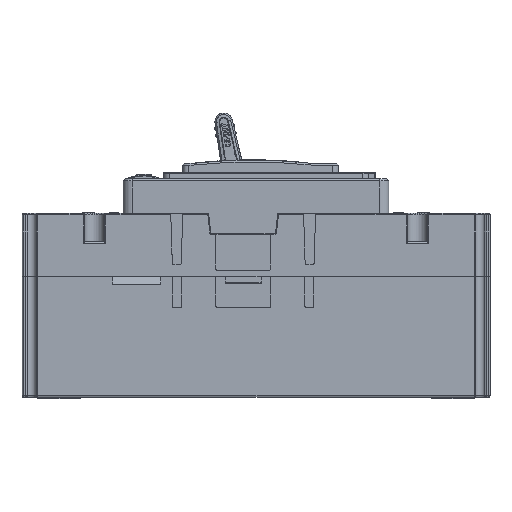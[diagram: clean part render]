
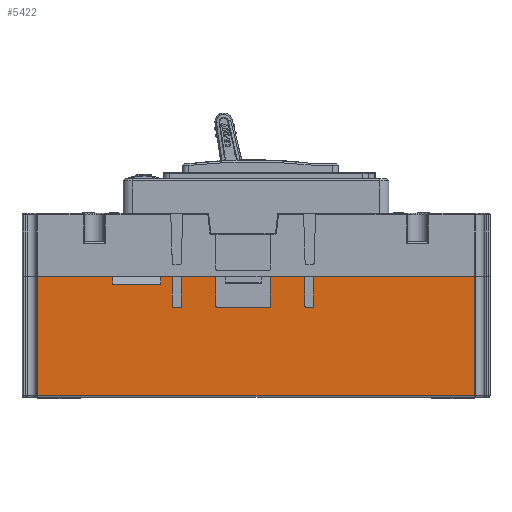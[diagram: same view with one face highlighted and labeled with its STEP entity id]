
A CAD part, left-side view. The second image highlights one B-rep face of the part: STEP entity #5422.
In plain terms, the highlighted planar face has unit normal (-1, 0, 0).
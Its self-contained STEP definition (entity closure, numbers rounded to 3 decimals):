
#1989=CIRCLE('',#69915,0.5);
#1990=CIRCLE('',#69916,0.5);
#1991=CIRCLE('',#69917,0.5);
#1992=CIRCLE('',#69918,0.5);
#1993=CIRCLE('',#69919,0.5);
#1994=CIRCLE('',#69920,0.5);
#5422=ADVANCED_FACE('',(#11364),#8951,.T.);
#8951=PLANE('',#69921);
#11364=FACE_OUTER_BOUND('',#15048,.T.);
#15048=EDGE_LOOP('',(#23044,#23045,#23046,#23047,#23048,#23049,#23050,#23051,
#23052,#23053,#23054,#23055,#23056,#23057,#23058,#23059,#23060,#23061,#23062,
#23063,#23064,#23065,#23066,#23067,#23068,#23069));
#23044=ORIENTED_EDGE('',*,*,#47621,.F.);
#23045=ORIENTED_EDGE('',*,*,#47622,.T.);
#23046=ORIENTED_EDGE('',*,*,#47623,.T.);
#23047=ORIENTED_EDGE('',*,*,#47624,.T.);
#23048=ORIENTED_EDGE('',*,*,#47625,.T.);
#23049=ORIENTED_EDGE('',*,*,#47626,.F.);
#23050=ORIENTED_EDGE('',*,*,#47627,.F.);
#23051=ORIENTED_EDGE('',*,*,#47628,.T.);
#23052=ORIENTED_EDGE('',*,*,#47629,.F.);
#23053=ORIENTED_EDGE('',*,*,#47630,.T.);
#23054=ORIENTED_EDGE('',*,*,#47631,.F.);
#23055=ORIENTED_EDGE('',*,*,#47632,.F.);
#23056=ORIENTED_EDGE('',*,*,#47633,.F.);
#23057=ORIENTED_EDGE('',*,*,#47634,.T.);
#23058=ORIENTED_EDGE('',*,*,#47635,.T.);
#23059=ORIENTED_EDGE('',*,*,#47636,.T.);
#23060=ORIENTED_EDGE('',*,*,#47637,.T.);
#23061=ORIENTED_EDGE('',*,*,#47638,.F.);
#23062=ORIENTED_EDGE('',*,*,#47639,.F.);
#23063=ORIENTED_EDGE('',*,*,#47640,.T.);
#23064=ORIENTED_EDGE('',*,*,#47641,.T.);
#23065=ORIENTED_EDGE('',*,*,#47642,.F.);
#23066=ORIENTED_EDGE('',*,*,#47643,.T.);
#23067=ORIENTED_EDGE('',*,*,#47644,.T.);
#23068=ORIENTED_EDGE('',*,*,#47645,.T.);
#23069=ORIENTED_EDGE('',*,*,#47646,.F.);
#40683=VERTEX_POINT('',#104371);
#40684=VERTEX_POINT('',#104372);
#40685=VERTEX_POINT('',#104374);
#40686=VERTEX_POINT('',#104376);
#40687=VERTEX_POINT('',#104378);
#40688=VERTEX_POINT('',#104380);
#40689=VERTEX_POINT('',#104382);
#40690=VERTEX_POINT('',#104384);
#40691=VERTEX_POINT('',#104386);
#40692=VERTEX_POINT('',#104388);
#40693=VERTEX_POINT('',#104390);
#40694=VERTEX_POINT('',#104392);
#40695=VERTEX_POINT('',#104394);
#40696=VERTEX_POINT('',#104396);
#40697=VERTEX_POINT('',#104398);
#40698=VERTEX_POINT('',#104400);
#40699=VERTEX_POINT('',#104402);
#40700=VERTEX_POINT('',#104404);
#40701=VERTEX_POINT('',#104406);
#40702=VERTEX_POINT('',#104408);
#40703=VERTEX_POINT('',#104410);
#40704=VERTEX_POINT('',#104412);
#40705=VERTEX_POINT('',#104414);
#40706=VERTEX_POINT('',#104416);
#40707=VERTEX_POINT('',#104418);
#40708=VERTEX_POINT('',#104420);
#47621=EDGE_CURVE('',#40683,#40684,#56760,.T.);
#47622=EDGE_CURVE('',#40683,#40685,#1989,.T.);
#47623=EDGE_CURVE('',#40685,#40686,#56761,.T.);
#47624=EDGE_CURVE('',#40686,#40687,#1990,.T.);
#47625=EDGE_CURVE('',#40687,#40688,#56762,.T.);
#47626=EDGE_CURVE('',#40689,#40688,#56763,.T.);
#47627=EDGE_CURVE('',#40690,#40689,#56764,.T.);
#47628=EDGE_CURVE('',#40690,#40691,#1991,.T.);
#47629=EDGE_CURVE('',#40692,#40691,#56765,.T.);
#47630=EDGE_CURVE('',#40692,#40693,#1992,.T.);
#47631=EDGE_CURVE('',#40694,#40693,#56766,.T.);
#47632=EDGE_CURVE('',#40695,#40694,#56767,.T.);
#47633=EDGE_CURVE('',#40696,#40695,#56768,.T.);
#47634=EDGE_CURVE('',#40696,#40697,#1993,.T.);
#47635=EDGE_CURVE('',#40697,#40698,#56769,.T.);
#47636=EDGE_CURVE('',#40698,#40699,#1994,.T.);
#47637=EDGE_CURVE('',#40699,#40700,#56770,.T.);
#47638=EDGE_CURVE('',#40701,#40700,#56771,.T.);
#47639=EDGE_CURVE('',#40702,#40701,#56772,.T.);
#47640=EDGE_CURVE('',#40702,#40703,#56773,.T.);
#47641=EDGE_CURVE('',#40703,#40704,#56774,.T.);
#47642=EDGE_CURVE('',#40705,#40704,#56775,.T.);
#47643=EDGE_CURVE('',#40705,#40706,#56776,.T.);
#47644=EDGE_CURVE('',#40706,#40707,#56777,.T.);
#47645=EDGE_CURVE('',#40707,#40708,#56778,.T.);
#47646=EDGE_CURVE('',#40684,#40708,#56779,.T.);
#56760=LINE('',#104370,#63401);
#56761=LINE('',#104375,#63402);
#56762=LINE('',#104379,#63403);
#56763=LINE('',#104381,#63404);
#56764=LINE('',#104383,#63405);
#56765=LINE('',#104387,#63406);
#56766=LINE('',#104391,#63407);
#56767=LINE('',#104393,#63408);
#56768=LINE('',#104395,#63409);
#56769=LINE('',#104399,#63410);
#56770=LINE('',#104403,#63411);
#56771=LINE('',#104405,#63412);
#56772=LINE('',#104407,#63413);
#56773=LINE('',#104409,#63414);
#56774=LINE('',#104411,#63415);
#56775=LINE('',#104413,#63416);
#56776=LINE('',#104415,#63417);
#56777=LINE('',#104417,#63418);
#56778=LINE('',#104419,#63419);
#56779=LINE('',#104421,#63420);
#63401=VECTOR('',#77541,1.);
#63402=VECTOR('',#77544,1.);
#63403=VECTOR('',#77547,1.);
#63404=VECTOR('',#77548,1.);
#63405=VECTOR('',#77549,1.);
#63406=VECTOR('',#77552,1.);
#63407=VECTOR('',#77555,1.);
#63408=VECTOR('',#77556,1.);
#63409=VECTOR('',#77557,1.);
#63410=VECTOR('',#77560,1.);
#63411=VECTOR('',#77563,1.);
#63412=VECTOR('',#77564,1.);
#63413=VECTOR('',#77565,1.);
#63414=VECTOR('',#77566,1.);
#63415=VECTOR('',#77567,1.);
#63416=VECTOR('',#77568,1.);
#63417=VECTOR('',#77569,1.);
#63418=VECTOR('',#77570,1.);
#63419=VECTOR('',#77571,1.);
#63420=VECTOR('',#77572,1.);
#69915=AXIS2_PLACEMENT_3D('',#104373,#77542,#77543);
#69916=AXIS2_PLACEMENT_3D('',#104377,#77545,#77546);
#69917=AXIS2_PLACEMENT_3D('',#104385,#77550,#77551);
#69918=AXIS2_PLACEMENT_3D('',#104389,#77553,#77554);
#69919=AXIS2_PLACEMENT_3D('',#104397,#77558,#77559);
#69920=AXIS2_PLACEMENT_3D('',#104401,#77561,#77562);
#69921=AXIS2_PLACEMENT_3D('',#104422,#77573,#77574);
#77541=DIRECTION('',(0.,0.,1.));
#77542=DIRECTION('',(1.,0.,0.));
#77543=DIRECTION('',(0.,0.,1.));
#77544=DIRECTION('',(0.,1.,0.));
#77545=DIRECTION('',(1.,0.,0.));
#77546=DIRECTION('',(0.,0.,1.));
#77547=DIRECTION('',(0.,0.,1.));
#77548=DIRECTION('',(0.,-1.,0.));
#77549=DIRECTION('',(0.,0.,1.));
#77550=DIRECTION('',(1.,0.,0.));
#77551=DIRECTION('',(0.,0.,1.));
#77552=DIRECTION('',(0.,-1.,0.));
#77553=DIRECTION('',(1.,0.,0.));
#77554=DIRECTION('',(0.,0.,1.));
#77555=DIRECTION('',(0.,0.,-1.));
#77556=DIRECTION('',(0.,-1.,0.));
#77557=DIRECTION('',(0.,0.,1.));
#77558=DIRECTION('',(1.,0.,0.));
#77559=DIRECTION('',(0.,0.,1.));
#77560=DIRECTION('',(0.,1.,0.));
#77561=DIRECTION('',(1.,0.,0.));
#77562=DIRECTION('',(0.,0.,1.));
#77563=DIRECTION('',(0.,0.,1.));
#77564=DIRECTION('',(0.,-1.,0.));
#77565=DIRECTION('',(0.,0.,1.));
#77566=DIRECTION('',(0.,1.,0.));
#77567=DIRECTION('',(0.,0.,1.));
#77568=DIRECTION('',(0.,-1.,0.));
#77569=DIRECTION('',(0.,0.,-1.));
#77570=DIRECTION('',(0.,-1.,0.));
#77571=DIRECTION('',(0.,0.,1.));
#77572=DIRECTION('',(0.,-1.,0.));
#77573=DIRECTION('',(-1.,0.,0.));
#77574=DIRECTION('',(0.,-1.,0.));
#104370=CARTESIAN_POINT('',(149.,58.3,-40.));
#104371=CARTESIAN_POINT('',(149.,58.3,-9.8));
#104372=CARTESIAN_POINT('',(149.,58.3,0.));
#104373=CARTESIAN_POINT('',(149.,58.8,-9.8));
#104374=CARTESIAN_POINT('',(149.,58.8,-10.3));
#104375=CARTESIAN_POINT('',(149.,155.,-10.3));
#104376=CARTESIAN_POINT('',(149.,60.8,-10.3));
#104377=CARTESIAN_POINT('',(149.,60.8,-9.8));
#104378=CARTESIAN_POINT('',(149.,61.3,-9.8));
#104379=CARTESIAN_POINT('',(149.,61.3,-10.3));
#104380=CARTESIAN_POINT('',(149.,61.3,0.));
#104381=CARTESIAN_POINT('',(149.,77.5,0.));
#104382=CARTESIAN_POINT('',(149.,72.75,0.));
#104383=CARTESIAN_POINT('',(149.,72.75,-54.));
#104384=CARTESIAN_POINT('',(149.,72.75,-9.8));
#104385=CARTESIAN_POINT('',(149.,73.25,-9.8));
#104386=CARTESIAN_POINT('',(149.,73.25,-10.3));
#104387=CARTESIAN_POINT('',(149.,77.5,-10.3));
#104388=CARTESIAN_POINT('',(149.,90.25,-10.3));
#104389=CARTESIAN_POINT('',(149.,90.25,-9.8));
#104390=CARTESIAN_POINT('',(149.,90.75,-9.8));
#104391=CARTESIAN_POINT('',(149.,90.75,-54.));
#104392=CARTESIAN_POINT('',(149.,90.75,0.));
#104393=CARTESIAN_POINT('',(149.,77.5,0.));
#104394=CARTESIAN_POINT('',(149.,102.2,0.));
#104395=CARTESIAN_POINT('',(149.,102.2,-40.));
#104396=CARTESIAN_POINT('',(149.,102.2,-9.8));
#104397=CARTESIAN_POINT('',(149.,102.7,-9.8));
#104398=CARTESIAN_POINT('',(149.,102.7,-10.3));
#104399=CARTESIAN_POINT('',(149.,155.,-10.3));
#104400=CARTESIAN_POINT('',(149.,104.7,-10.3));
#104401=CARTESIAN_POINT('',(149.,104.7,-9.8));
#104402=CARTESIAN_POINT('',(149.,105.2,-9.8));
#104403=CARTESIAN_POINT('',(149.,105.2,-10.3));
#104404=CARTESIAN_POINT('',(149.,105.2,0.));
#104405=CARTESIAN_POINT('',(149.,140.672,0.));
#104406=CARTESIAN_POINT('',(149.,109.,0.));
#104407=CARTESIAN_POINT('',(149.,109.,-2.5));
#104408=CARTESIAN_POINT('',(149.,109.,-2.5));
#104409=CARTESIAN_POINT('',(149.,109.,-2.5));
#104410=CARTESIAN_POINT('',(149.,125.,-2.5));
#104411=CARTESIAN_POINT('',(149.,125.,-2.5));
#104412=CARTESIAN_POINT('',(149.,125.,0.));
#104413=CARTESIAN_POINT('',(149.,140.672,0.));
#104414=CARTESIAN_POINT('',(149.,149.806,0.));
#104415=CARTESIAN_POINT('',(149.,149.806,-40.));
#104416=CARTESIAN_POINT('',(149.,149.806,-39.5));
#104417=CARTESIAN_POINT('',(149.,155.,-39.5));
#104418=CARTESIAN_POINT('',(149.,5.194,-39.5));
#104419=CARTESIAN_POINT('',(149.,5.194,0.));
#104420=CARTESIAN_POINT('',(149.,5.194,0.));
#104421=CARTESIAN_POINT('',(149.,58.15,0.));
#104422=CARTESIAN_POINT('',(149.,155.,-40.));
